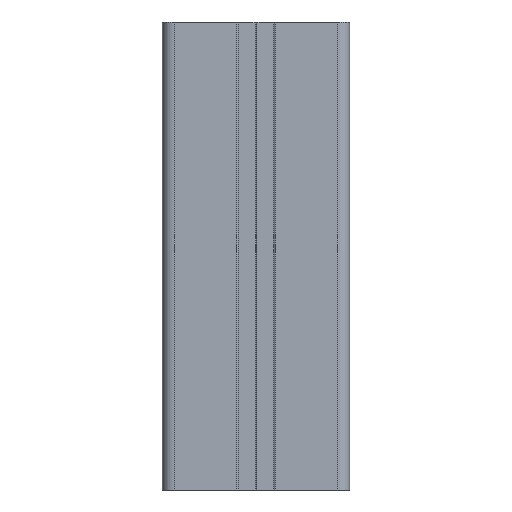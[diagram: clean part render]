
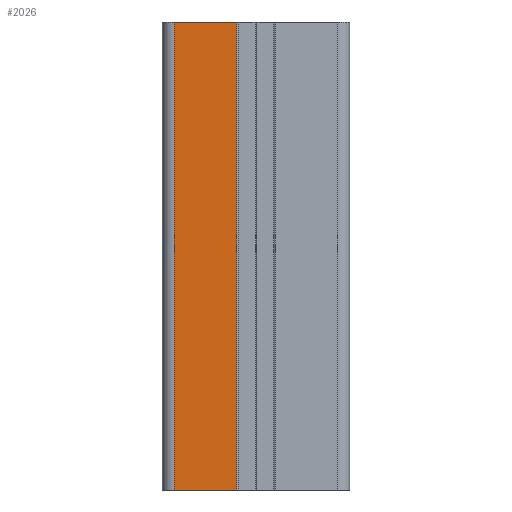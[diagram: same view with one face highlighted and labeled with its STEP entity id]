
A CAD part, front view. The second image highlights one B-rep face of the part: STEP entity #2026.
In plain terms, the highlighted planar face has unit normal (0, -1, 0).
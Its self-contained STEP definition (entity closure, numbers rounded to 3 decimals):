
#49=PLANE('',#2169);
#134=FACE_OUTER_BOUND('',#238,.T.);
#238=EDGE_LOOP('',(#1509,#1510,#1511,#1512));
#396=LINE('',#3104,#624);
#397=LINE('',#3107,#625);
#398=LINE('',#3109,#626);
#399=LINE('',#3110,#627);
#624=VECTOR('',#2515,100.);
#625=VECTOR('',#2518,13.35);
#626=VECTOR('',#2519,13.35);
#627=VECTOR('',#2520,100.);
#923=VERTEX_POINT('',#3100);
#924=VERTEX_POINT('',#3102);
#925=VERTEX_POINT('',#3106);
#926=VERTEX_POINT('',#3108);
#1166=EDGE_CURVE('',#923,#924,#396,.T.);
#1167=EDGE_CURVE('',#925,#923,#397,.T.);
#1168=EDGE_CURVE('',#926,#924,#398,.T.);
#1169=EDGE_CURVE('',#925,#926,#399,.T.);
#1509=ORIENTED_EDGE('',*,*,#1167,.T.);
#1510=ORIENTED_EDGE('',*,*,#1166,.T.);
#1511=ORIENTED_EDGE('',*,*,#1168,.F.);
#1512=ORIENTED_EDGE('',*,*,#1169,.F.);
#2026=ADVANCED_FACE('',(#134),#49,.T.);
#2169=AXIS2_PLACEMENT_3D('',#3105,#2516,#2517);
#2515=DIRECTION('',(0.,0.,1.));
#2516=DIRECTION('center_axis',(0.,-1.,0.));
#2517=DIRECTION('ref_axis',(1.,0.,0.));
#2518=DIRECTION('',(1.,0.,0.));
#2519=DIRECTION('',(1.,0.,0.));
#2520=DIRECTION('',(0.,0.,1.));
#3100=CARTESIAN_POINT('',(-4.15,-20.,0.));
#3102=CARTESIAN_POINT('',(-4.15,-20.,100.));
#3104=CARTESIAN_POINT('',(-4.15,-20.,0.));
#3105=CARTESIAN_POINT('Origin',(-17.5,-20.,0.));
#3106=CARTESIAN_POINT('',(-17.5,-20.,0.));
#3107=CARTESIAN_POINT('',(-17.5,-20.,0.));
#3108=CARTESIAN_POINT('',(-17.5,-20.,100.));
#3109=CARTESIAN_POINT('',(-17.5,-20.,100.));
#3110=CARTESIAN_POINT('',(-17.5,-20.,0.));
